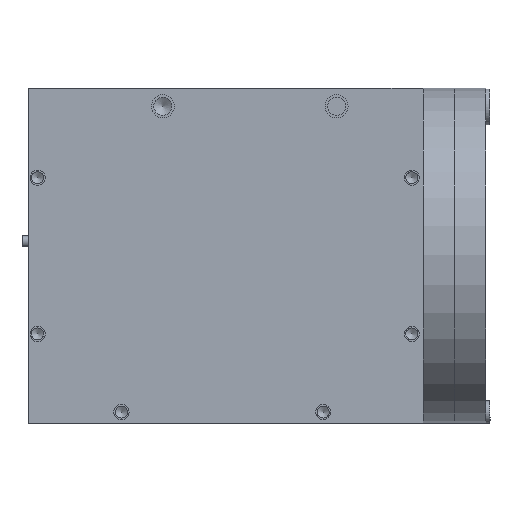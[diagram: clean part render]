
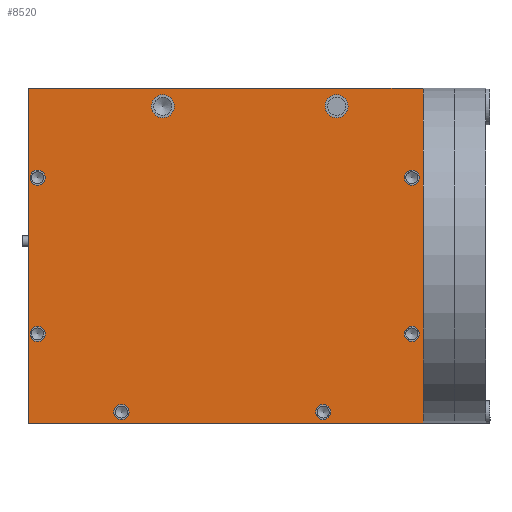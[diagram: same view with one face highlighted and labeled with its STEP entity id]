
A CAD part, top view. The second image highlights one B-rep face of the part: STEP entity #8520.
In plain terms, the highlighted planar face has unit normal (0, 0, 1).
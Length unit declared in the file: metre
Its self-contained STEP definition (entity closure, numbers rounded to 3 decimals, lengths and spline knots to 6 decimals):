
#300=FACE_BOUND('',#2123,.T.);
#301=FACE_BOUND('',#2124,.T.);
#302=FACE_BOUND('',#2125,.T.);
#303=FACE_BOUND('',#2126,.T.);
#304=FACE_BOUND('',#2127,.T.);
#305=FACE_BOUND('',#2128,.T.);
#306=FACE_BOUND('',#2129,.T.);
#307=FACE_BOUND('',#2130,.T.);
#830=CIRCLE('',#9448,0.002153);
#832=CIRCLE('',#9451,0.002153);
#834=CIRCLE('',#9455,0.002153);
#836=CIRCLE('',#9458,0.002153);
#838=CIRCLE('',#9461,0.002153);
#840=CIRCLE('',#9464,0.002153);
#842=CIRCLE('',#9467,0.003264);
#844=CIRCLE('',#9470,0.003264);
#1068=PLANE('',#9472);
#1528=FACE_OUTER_BOUND('',#2122,.T.);
#2122=EDGE_LOOP('',(#7610,#7611,#7612,#7613));
#2123=EDGE_LOOP('',(#7614));
#2124=EDGE_LOOP('',(#7615));
#2125=EDGE_LOOP('',(#7616));
#2126=EDGE_LOOP('',(#7617));
#2127=EDGE_LOOP('',(#7618));
#2128=EDGE_LOOP('',(#7619));
#2129=EDGE_LOOP('',(#7620));
#2130=EDGE_LOOP('',(#7621));
#2818=LINE('',#14586,#3594);
#2827=LINE('',#14628,#3603);
#2828=LINE('',#14630,#3604);
#2829=LINE('',#14631,#3605);
#3594=VECTOR('',#11604,0.01);
#3603=VECTOR('',#11651,0.01);
#3604=VECTOR('',#11652,0.01);
#3605=VECTOR('',#11653,1.);
#4417=VERTEX_POINT('',#14570);
#4419=VERTEX_POINT('',#14576);
#4422=VERTEX_POINT('',#14583);
#4423=VERTEX_POINT('',#14585);
#4425=VERTEX_POINT('',#14591);
#4427=VERTEX_POINT('',#14597);
#4429=VERTEX_POINT('',#14603);
#4431=VERTEX_POINT('',#14609);
#4433=VERTEX_POINT('',#14615);
#4435=VERTEX_POINT('',#14621);
#4437=VERTEX_POINT('',#14627);
#4438=VERTEX_POINT('',#14629);
#5497=EDGE_CURVE('',#4417,#4417,#830,.T.);
#5500=EDGE_CURVE('',#4419,#4419,#832,.T.);
#5504=EDGE_CURVE('',#4422,#4423,#2818,.T.);
#5507=EDGE_CURVE('',#4425,#4425,#834,.T.);
#5510=EDGE_CURVE('',#4427,#4427,#836,.T.);
#5513=EDGE_CURVE('',#4429,#4429,#838,.T.);
#5516=EDGE_CURVE('',#4431,#4431,#840,.T.);
#5519=EDGE_CURVE('',#4433,#4433,#842,.T.);
#5522=EDGE_CURVE('',#4435,#4435,#844,.T.);
#5525=EDGE_CURVE('',#4422,#4437,#2827,.T.);
#5526=EDGE_CURVE('',#4437,#4438,#2828,.T.);
#5527=EDGE_CURVE('',#4438,#4423,#2829,.T.);
#7610=ORIENTED_EDGE('',*,*,#5525,.T.);
#7611=ORIENTED_EDGE('',*,*,#5526,.T.);
#7612=ORIENTED_EDGE('',*,*,#5527,.T.);
#7613=ORIENTED_EDGE('',*,*,#5504,.F.);
#7614=ORIENTED_EDGE('',*,*,#5497,.T.);
#7615=ORIENTED_EDGE('',*,*,#5500,.T.);
#7616=ORIENTED_EDGE('',*,*,#5507,.T.);
#7617=ORIENTED_EDGE('',*,*,#5510,.T.);
#7618=ORIENTED_EDGE('',*,*,#5513,.T.);
#7619=ORIENTED_EDGE('',*,*,#5516,.T.);
#7620=ORIENTED_EDGE('',*,*,#5519,.T.);
#7621=ORIENTED_EDGE('',*,*,#5522,.T.);
#8520=ADVANCED_FACE('',(#1528,#300,#301,#302,#303,#304,#305,#306,#307),
#1068,.T.);
#9448=AXIS2_PLACEMENT_3D('',#14571,#11589,#11590);
#9451=AXIS2_PLACEMENT_3D('',#14577,#11596,#11597);
#9455=AXIS2_PLACEMENT_3D('',#14592,#11609,#11610);
#9458=AXIS2_PLACEMENT_3D('',#14598,#11616,#11617);
#9461=AXIS2_PLACEMENT_3D('',#14604,#11623,#11624);
#9464=AXIS2_PLACEMENT_3D('',#14610,#11630,#11631);
#9467=AXIS2_PLACEMENT_3D('',#14616,#11637,#11638);
#9470=AXIS2_PLACEMENT_3D('',#14622,#11644,#11645);
#9472=AXIS2_PLACEMENT_3D('',#14626,#11649,#11650);
#11589=DIRECTION('center_axis',(0.,0.,-1.));
#11590=DIRECTION('ref_axis',(1.,0.,0.));
#11596=DIRECTION('center_axis',(0.,0.,-1.));
#11597=DIRECTION('ref_axis',(1.,0.,0.));
#11604=DIRECTION('',(0.,1.,0.));
#11609=DIRECTION('center_axis',(0.,0.,-1.));
#11610=DIRECTION('ref_axis',(1.,0.,0.));
#11616=DIRECTION('center_axis',(0.,0.,-1.));
#11617=DIRECTION('ref_axis',(1.,0.,0.));
#11623=DIRECTION('center_axis',(0.,0.,-1.));
#11624=DIRECTION('ref_axis',(1.,0.,0.));
#11630=DIRECTION('center_axis',(0.,0.,-1.));
#11631=DIRECTION('ref_axis',(1.,0.,0.));
#11637=DIRECTION('center_axis',(0.,0.,-1.));
#11638=DIRECTION('ref_axis',(1.,0.,0.));
#11644=DIRECTION('center_axis',(0.,0.,-1.));
#11645=DIRECTION('ref_axis',(1.,0.,0.));
#11649=DIRECTION('center_axis',(0.,0.,1.));
#11650=DIRECTION('ref_axis',(1.,0.,0.));
#11651=DIRECTION('',(1.,0.,0.));
#11652=DIRECTION('',(0.,1.,0.));
#11653=DIRECTION('',(-1.,0.,0.));
#14570=CARTESIAN_POINT('',(-0.094208,0.013044,0.03175));
#14571=CARTESIAN_POINT('Origin',(-0.092055,0.013044,
0.03175));
#14576=CARTESIAN_POINT('',(-0.094208,-0.031406,0.03175));
#14577=CARTESIAN_POINT('Origin',(-0.092055,-0.031406,
0.03175));
#14583=CARTESIAN_POINT('',(-0.094595,-0.056806,0.03175));
#14585=CARTESIAN_POINT('',(-0.094595,0.038444,0.03175));
#14586=CARTESIAN_POINT('',(-0.094595,-0.011086,0.03175));
#14591=CARTESIAN_POINT('',(0.012265,0.013044,0.03175));
#14592=CARTESIAN_POINT('Origin',(0.014418,0.013044,
0.03175));
#14597=CARTESIAN_POINT('',(0.012265,-0.031406,0.03175));
#14598=CARTESIAN_POINT('Origin',(0.014418,-0.031406,
0.03175));
#14603=CARTESIAN_POINT('',(-0.01296,-0.053631,0.03175));
#14604=CARTESIAN_POINT('Origin',(-0.010807,-0.053631,
0.03175));
#14609=CARTESIAN_POINT('',(-0.070348,-0.053631,0.03175));
#14610=CARTESIAN_POINT('Origin',(-0.068195,-0.053631,
0.03175));
#14615=CARTESIAN_POINT('',(-0.010261,0.033364,0.03175));
#14616=CARTESIAN_POINT('Origin',(-0.006997,0.033364,
0.03175));
#14621=CARTESIAN_POINT('',(-0.059699,0.033364,0.03175));
#14622=CARTESIAN_POINT('Origin',(-0.056435,0.033364,
0.03175));
#14626=CARTESIAN_POINT('Origin',(-0.040136,-0.011086,
0.03175));
#14627=CARTESIAN_POINT('',(0.017593,-0.056806,0.03175));
#14628=CARTESIAN_POINT('',(-0.040136,-0.056806,0.03175));
#14629=CARTESIAN_POINT('',(0.017593,0.038444,0.03175));
#14630=CARTESIAN_POINT('',(0.017593,-0.011086,0.03175));
#14631=CARTESIAN_POINT('',(-0.040136,0.038444,0.03175));
